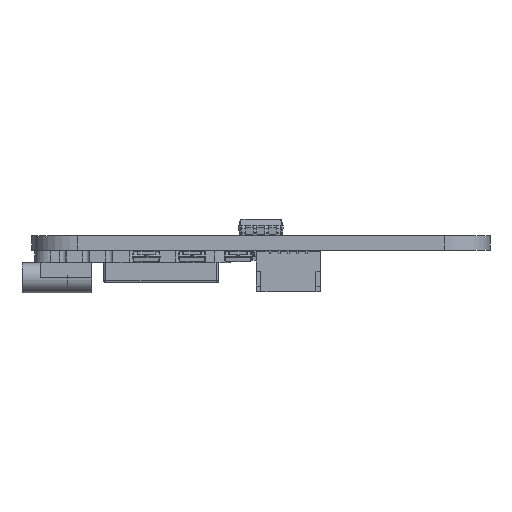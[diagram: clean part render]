
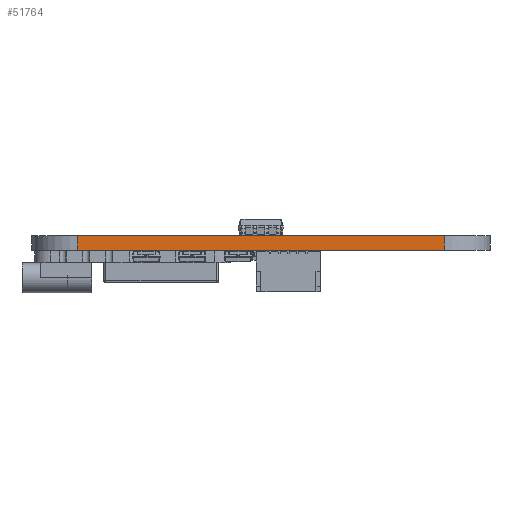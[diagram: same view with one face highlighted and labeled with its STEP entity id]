
A CAD part, left-side view. The second image highlights one B-rep face of the part: STEP entity #51764.
In plain terms, the highlighted planar face has unit normal (-1, 0, 0).
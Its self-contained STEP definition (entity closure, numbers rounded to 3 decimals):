
#47419 = PLANE('',#47420);
#47420 = AXIS2_PLACEMENT_3D('',#47421,#47422,#47423);
#47421 = CARTESIAN_POINT('',(144.874,-96.,1.6));
#47422 = DIRECTION('',(0.,0.,1.));
#47423 = DIRECTION('',(1.,0.,0.));
#47474 = PLANE('',#47475);
#47475 = AXIS2_PLACEMENT_3D('',#47476,#47477,#47478);
#47476 = CARTESIAN_POINT('',(144.874,-96.,0.));
#47477 = DIRECTION('',(0.,0.,1.));
#47478 = DIRECTION('',(1.,0.,0.));
#47728 = VERTEX_POINT('',#47729);
#47729 = CARTESIAN_POINT('',(117.,-76.,0.));
#47744 = CYLINDRICAL_SURFACE('',#47745,5.);
#47745 = AXIS2_PLACEMENT_3D('',#47746,#47747,#47748);
#47746 = CARTESIAN_POINT('',(122.,-76.,0.));
#47747 = DIRECTION('',(0.,0.,-1.));
#47748 = DIRECTION('',(1.,0.,0.));
#47756 = EDGE_CURVE('',#47728,#47757,#47759,.T.);
#47757 = VERTEX_POINT('',#47758);
#47758 = CARTESIAN_POINT('',(117.,-116.,0.));
#47759 = SURFACE_CURVE('',#47760,(#47764,#47771),.PCURVE_S1.);
#47760 = LINE('',#47761,#47762);
#47761 = CARTESIAN_POINT('',(117.,-76.,0.));
#47762 = VECTOR('',#47763,1.);
#47763 = DIRECTION('',(0.,-1.,0.));
#47764 = PCURVE('',#47474,#47765);
#47765 = DEFINITIONAL_REPRESENTATION('',(#47766),#47770);
#47766 = LINE('',#47767,#47768);
#47767 = CARTESIAN_POINT('',(-27.874,20.));
#47768 = VECTOR('',#47769,1.);
#47769 = DIRECTION('',(0.,-1.));
#47770 = ( GEOMETRIC_REPRESENTATION_CONTEXT(2) 
PARAMETRIC_REPRESENTATION_CONTEXT() REPRESENTATION_CONTEXT('2D SPACE',''
  ) );
#47771 = PCURVE('',#47772,#47777);
#47772 = PLANE('',#47773);
#47773 = AXIS2_PLACEMENT_3D('',#47774,#47775,#47776);
#47774 = CARTESIAN_POINT('',(117.,-76.,0.));
#47775 = DIRECTION('',(1.,0.,0.));
#47776 = DIRECTION('',(0.,-1.,0.));
#47777 = DEFINITIONAL_REPRESENTATION('',(#47778),#47782);
#47778 = LINE('',#47779,#47780);
#47779 = CARTESIAN_POINT('',(0.,0.));
#47780 = VECTOR('',#47781,1.);
#47781 = DIRECTION('',(1.,0.));
#47782 = ( GEOMETRIC_REPRESENTATION_CONTEXT(2) 
PARAMETRIC_REPRESENTATION_CONTEXT() REPRESENTATION_CONTEXT('2D SPACE',''
  ) );
#47801 = CYLINDRICAL_SURFACE('',#47802,5.);
#47802 = AXIS2_PLACEMENT_3D('',#47803,#47804,#47805);
#47803 = CARTESIAN_POINT('',(122.,-116.,0.));
#47804 = DIRECTION('',(0.,0.,-1.));
#47805 = DIRECTION('',(1.,0.,0.));
#49844 = VERTEX_POINT('',#49845);
#49845 = CARTESIAN_POINT('',(117.,-76.,1.6));
#49867 = EDGE_CURVE('',#49844,#49868,#49870,.T.);
#49868 = VERTEX_POINT('',#49869);
#49869 = CARTESIAN_POINT('',(117.,-116.,1.6));
#49870 = SURFACE_CURVE('',#49871,(#49875,#49882),.PCURVE_S1.);
#49871 = LINE('',#49872,#49873);
#49872 = CARTESIAN_POINT('',(117.,-76.,1.6));
#49873 = VECTOR('',#49874,1.);
#49874 = DIRECTION('',(0.,-1.,0.));
#49875 = PCURVE('',#47419,#49876);
#49876 = DEFINITIONAL_REPRESENTATION('',(#49877),#49881);
#49877 = LINE('',#49878,#49879);
#49878 = CARTESIAN_POINT('',(-27.874,20.));
#49879 = VECTOR('',#49880,1.);
#49880 = DIRECTION('',(0.,-1.));
#49881 = ( GEOMETRIC_REPRESENTATION_CONTEXT(2) 
PARAMETRIC_REPRESENTATION_CONTEXT() REPRESENTATION_CONTEXT('2D SPACE',''
  ) );
#49882 = PCURVE('',#47772,#49883);
#49883 = DEFINITIONAL_REPRESENTATION('',(#49884),#49888);
#49884 = LINE('',#49885,#49886);
#49885 = CARTESIAN_POINT('',(0.,-1.6));
#49886 = VECTOR('',#49887,1.);
#49887 = DIRECTION('',(1.,0.));
#49888 = ( GEOMETRIC_REPRESENTATION_CONTEXT(2) 
PARAMETRIC_REPRESENTATION_CONTEXT() REPRESENTATION_CONTEXT('2D SPACE',''
  ) );
#51714 = EDGE_CURVE('',#47757,#49868,#51715,.T.);
#51715 = SURFACE_CURVE('',#51716,(#51720,#51727),.PCURVE_S1.);
#51716 = LINE('',#51717,#51718);
#51717 = CARTESIAN_POINT('',(117.,-116.,0.));
#51718 = VECTOR('',#51719,1.);
#51719 = DIRECTION('',(0.,0.,1.));
#51720 = PCURVE('',#47801,#51721);
#51721 = DEFINITIONAL_REPRESENTATION('',(#51722),#51726);
#51722 = LINE('',#51723,#51724);
#51723 = CARTESIAN_POINT('',(-3.142,0.));
#51724 = VECTOR('',#51725,1.);
#51725 = DIRECTION('',(0.,-1.));
#51726 = ( GEOMETRIC_REPRESENTATION_CONTEXT(2) 
PARAMETRIC_REPRESENTATION_CONTEXT() REPRESENTATION_CONTEXT('2D SPACE',''
  ) );
#51727 = PCURVE('',#47772,#51728);
#51728 = DEFINITIONAL_REPRESENTATION('',(#51729),#51733);
#51729 = LINE('',#51730,#51731);
#51730 = CARTESIAN_POINT('',(40.,0.));
#51731 = VECTOR('',#51732,1.);
#51732 = DIRECTION('',(0.,-1.));
#51733 = ( GEOMETRIC_REPRESENTATION_CONTEXT(2) 
PARAMETRIC_REPRESENTATION_CONTEXT() REPRESENTATION_CONTEXT('2D SPACE',''
  ) );
#51743 = EDGE_CURVE('',#47728,#49844,#51744,.T.);
#51744 = SURFACE_CURVE('',#51745,(#51749,#51756),.PCURVE_S1.);
#51745 = LINE('',#51746,#51747);
#51746 = CARTESIAN_POINT('',(117.,-76.,0.));
#51747 = VECTOR('',#51748,1.);
#51748 = DIRECTION('',(0.,0.,1.));
#51749 = PCURVE('',#47744,#51750);
#51750 = DEFINITIONAL_REPRESENTATION('',(#51751),#51755);
#51751 = LINE('',#51752,#51753);
#51752 = CARTESIAN_POINT('',(-3.142,0.));
#51753 = VECTOR('',#51754,1.);
#51754 = DIRECTION('',(0.,-1.));
#51755 = ( GEOMETRIC_REPRESENTATION_CONTEXT(2) 
PARAMETRIC_REPRESENTATION_CONTEXT() REPRESENTATION_CONTEXT('2D SPACE',''
  ) );
#51756 = PCURVE('',#47772,#51757);
#51757 = DEFINITIONAL_REPRESENTATION('',(#51758),#51762);
#51758 = LINE('',#51759,#51760);
#51759 = CARTESIAN_POINT('',(0.,0.));
#51760 = VECTOR('',#51761,1.);
#51761 = DIRECTION('',(0.,-1.));
#51762 = ( GEOMETRIC_REPRESENTATION_CONTEXT(2) 
PARAMETRIC_REPRESENTATION_CONTEXT() REPRESENTATION_CONTEXT('2D SPACE',''
  ) );
#51764 = ADVANCED_FACE('',(#51765),#47772,.F.);
#51765 = FACE_BOUND('',#51766,.F.);
#51766 = EDGE_LOOP('',(#51767,#51768,#51769,#51770));
#51767 = ORIENTED_EDGE('',*,*,#51743,.T.);
#51768 = ORIENTED_EDGE('',*,*,#49867,.T.);
#51769 = ORIENTED_EDGE('',*,*,#51714,.F.);
#51770 = ORIENTED_EDGE('',*,*,#47756,.F.);
